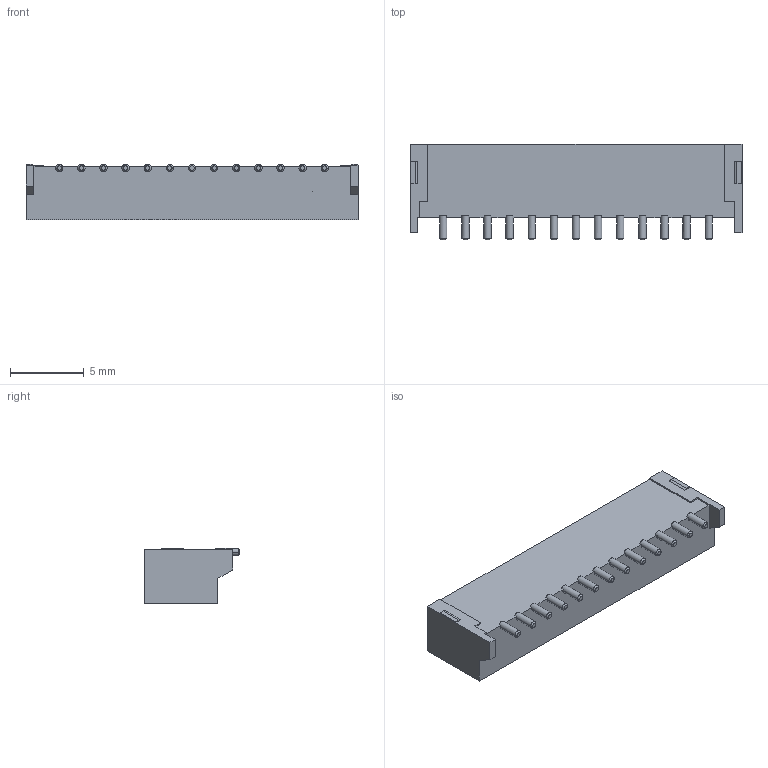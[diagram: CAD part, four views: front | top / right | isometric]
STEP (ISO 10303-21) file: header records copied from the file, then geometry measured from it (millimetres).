
FILE_DESCRIPTION(('CoCreate Modeling STEP Export'),'2;1');
FILE_NAME('WB1519H-13XXC.stp','2021-10-09T 9:18:37',(''),(''),'CoCreate Modeling STEP processor for AP214 (Solid Model)','CoCreate Modeling 16.00 13-May-2008 (C) Parametric Technology GmbH','');
FILE_SCHEMA(('AUTOMOTIVE_DESIGN { 1 0 10303 214 1 1 1 1 }'));
Length unit declared in the file: millimetre
Products named in the file (3): WB1519H-13; WB1519H-13XXC
Assembly tree (2 placements, depth 2):
  WB1519H-13XXC
    WB1519H-13XXC
    WB1519H-13
Bounding box: 22.5 x 6.5 x 3.75 mm (x, y, z)
Volume: 229 mm3; surface area: 664.1 mm2
Topology: 1 solids, 1 shells, 211 faces, 591 edges, 464 vertices
Faces by surface type: plane 101, cylinder 58, cone 52
Entity records: 5978 total; most frequent: CARTESIAN_POINT 1065, ORIENTED_EDGE 1046, DIRECTION 913, EDGE_CURVE 523, VECTOR 385, LINE 385, VERTEX_POINT 328, AXIS2_PLACEMENT_3D 264
